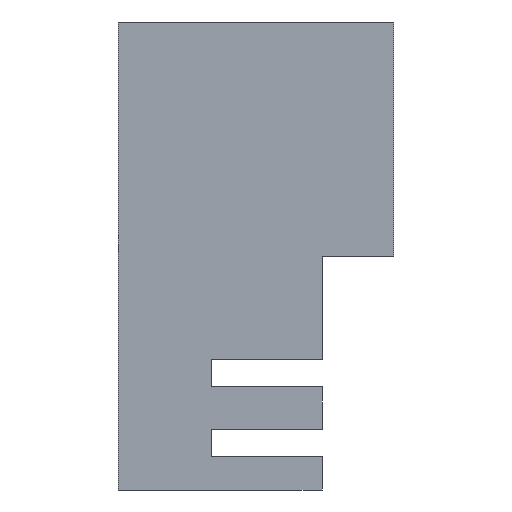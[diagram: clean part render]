
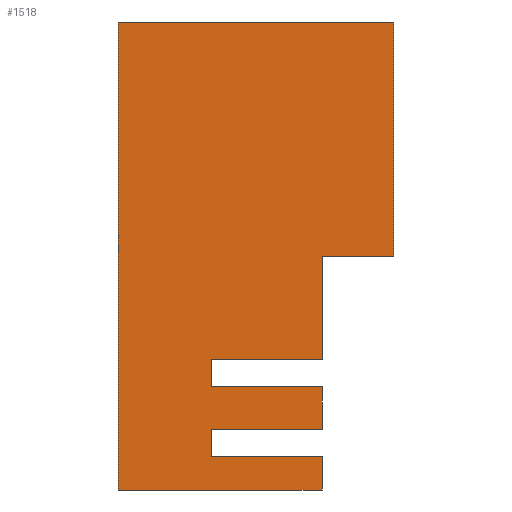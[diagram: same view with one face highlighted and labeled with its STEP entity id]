
A CAD part, left-side view. The second image highlights one B-rep face of the part: STEP entity #1518.
In plain terms, the highlighted planar face has unit normal (-1, 0, 0).
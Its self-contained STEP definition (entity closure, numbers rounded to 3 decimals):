
#67=LINE('',#2463,#161);
#70=LINE('',#2614,#164);
#71=LINE('',#2616,#165);
#72=LINE('',#2618,#166);
#73=LINE('',#2620,#167);
#74=LINE('',#2622,#168);
#75=LINE('',#2624,#169);
#76=LINE('',#2626,#170);
#77=LINE('',#2628,#171);
#78=LINE('',#2630,#172);
#79=LINE('',#2632,#173);
#80=LINE('',#2634,#174);
#81=LINE('',#2636,#175);
#82=LINE('',#2638,#176);
#161=VECTOR('',#1719,1000.);
#164=VECTOR('',#1728,1000.);
#165=VECTOR('',#1729,1000.);
#166=VECTOR('',#1730,1000.);
#167=VECTOR('',#1731,1000.);
#168=VECTOR('',#1732,1000.);
#169=VECTOR('',#1733,1000.);
#170=VECTOR('',#1734,1000.);
#171=VECTOR('',#1735,1000.);
#172=VECTOR('',#1736,1000.);
#173=VECTOR('',#1737,1000.);
#174=VECTOR('',#1738,1000.);
#175=VECTOR('',#1739,1000.);
#176=VECTOR('',#1740,1000.);
#307=ORIENTED_EDGE('',*,*,#739,.F.);
#308=ORIENTED_EDGE('',*,*,#723,.F.);
#309=ORIENTED_EDGE('',*,*,#740,.T.);
#310=ORIENTED_EDGE('',*,*,#741,.T.);
#311=ORIENTED_EDGE('',*,*,#742,.F.);
#312=ORIENTED_EDGE('',*,*,#743,.F.);
#313=ORIENTED_EDGE('',*,*,#744,.F.);
#314=ORIENTED_EDGE('',*,*,#745,.F.);
#315=ORIENTED_EDGE('',*,*,#746,.F.);
#316=ORIENTED_EDGE('',*,*,#747,.F.);
#317=ORIENTED_EDGE('',*,*,#748,.F.);
#318=ORIENTED_EDGE('',*,*,#749,.F.);
#319=ORIENTED_EDGE('',*,*,#750,.F.);
#320=ORIENTED_EDGE('',*,*,#751,.F.);
#723=EDGE_CURVE('',#939,#940,#67,.T.);
#739=EDGE_CURVE('',#940,#955,#70,.T.);
#740=EDGE_CURVE('',#939,#956,#71,.T.);
#741=EDGE_CURVE('',#956,#957,#72,.T.);
#742=EDGE_CURVE('',#958,#957,#73,.T.);
#743=EDGE_CURVE('',#959,#958,#74,.T.);
#744=EDGE_CURVE('',#960,#959,#75,.T.);
#745=EDGE_CURVE('',#961,#960,#76,.T.);
#746=EDGE_CURVE('',#962,#961,#77,.T.);
#747=EDGE_CURVE('',#963,#962,#78,.T.);
#748=EDGE_CURVE('',#964,#963,#79,.T.);
#749=EDGE_CURVE('',#965,#964,#80,.T.);
#750=EDGE_CURVE('',#966,#965,#81,.T.);
#751=EDGE_CURVE('',#955,#966,#82,.T.);
#939=VERTEX_POINT('',#2462);
#940=VERTEX_POINT('',#2464);
#955=VERTEX_POINT('',#2615);
#956=VERTEX_POINT('',#2617);
#957=VERTEX_POINT('',#2619);
#958=VERTEX_POINT('',#2621);
#959=VERTEX_POINT('',#2623);
#960=VERTEX_POINT('',#2625);
#961=VERTEX_POINT('',#2627);
#962=VERTEX_POINT('',#2629);
#963=VERTEX_POINT('',#2631);
#964=VERTEX_POINT('',#2633);
#965=VERTEX_POINT('',#2635);
#966=VERTEX_POINT('',#2637);
#1179=EDGE_LOOP('',(#307,#308,#309,#310,#311,#312,#313,#314,#315,#316,#317,
#318,#319,#320));
#1321=FACE_BOUND('',#1179,.T.);
#1451=PLANE('',#1634);
#1518=ADVANCED_FACE('',(#1321),#1451,.F.);
#1634=AXIS2_PLACEMENT_3D('',#2613,#1726,#1727);
#1719=DIRECTION('',(0.,0.,-1.));
#1726=DIRECTION('',(1.,0.,0.));
#1727=DIRECTION('',(0.,0.,-1.));
#1728=DIRECTION('',(0.,1.,0.));
#1729=DIRECTION('',(0.,1.,0.));
#1730=DIRECTION('',(0.,0.,-1.));
#1731=DIRECTION('',(0.,1.,0.));
#1732=DIRECTION('',(0.,0.,-1.));
#1733=DIRECTION('',(0.,-1.,0.));
#1734=DIRECTION('',(0.,0.,-1.));
#1735=DIRECTION('',(0.,1.,0.));
#1736=DIRECTION('',(0.,0.,-1.));
#1737=DIRECTION('',(0.,-1.,0.));
#1738=DIRECTION('',(0.,0.,-1.));
#1739=DIRECTION('',(0.,1.,0.));
#1740=DIRECTION('',(0.,0.,-1.));
#2462=CARTESIAN_POINT('',(-63.,-5.,8.5));
#2463=CARTESIAN_POINT('',(-63.,-5.,8.5));
#2464=CARTESIAN_POINT('',(-63.,-5.,0.));
#2613=CARTESIAN_POINT('',(-63.,-5.,8.5));
#2614=CARTESIAN_POINT('',(-63.,-5.,0.));
#2615=CARTESIAN_POINT('',(-63.,-2.4,0.));
#2616=CARTESIAN_POINT('',(-63.,-5.,8.5));
#2617=CARTESIAN_POINT('',(-63.,5.,8.5));
#2618=CARTESIAN_POINT('',(-63.,5.,8.5));
#2619=CARTESIAN_POINT('',(-63.,5.,-8.5));
#2620=CARTESIAN_POINT('',(-63.,-5.,-8.5));
#2621=CARTESIAN_POINT('',(-63.,-2.4,-8.5));
#2622=CARTESIAN_POINT('',(-63.,-2.4,-7.3));
#2623=CARTESIAN_POINT('',(-63.,-2.4,-7.3));
#2624=CARTESIAN_POINT('',(-63.,1.6,-7.3));
#2625=CARTESIAN_POINT('',(-63.,1.6,-7.3));
#2626=CARTESIAN_POINT('',(-63.,1.6,-6.3));
#2627=CARTESIAN_POINT('',(-63.,1.6,-6.3));
#2628=CARTESIAN_POINT('',(-63.,-2.4,-6.3));
#2629=CARTESIAN_POINT('',(-63.,-2.4,-6.3));
#2630=CARTESIAN_POINT('',(-63.,-2.4,-4.75));
#2631=CARTESIAN_POINT('',(-63.,-2.4,-4.75));
#2632=CARTESIAN_POINT('',(-63.,1.6,-4.75));
#2633=CARTESIAN_POINT('',(-63.,1.6,-4.75));
#2634=CARTESIAN_POINT('',(-63.,1.6,-3.75));
#2635=CARTESIAN_POINT('',(-63.,1.6,-3.75));
#2636=CARTESIAN_POINT('',(-63.,-2.4,-3.75));
#2637=CARTESIAN_POINT('',(-63.,-2.4,-3.75));
#2638=CARTESIAN_POINT('',(-63.,-2.4,0.));
